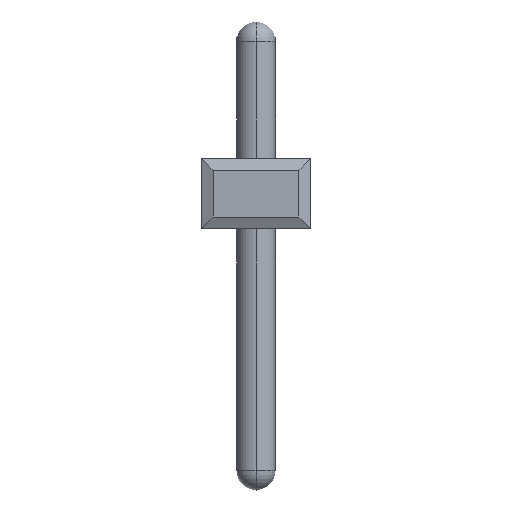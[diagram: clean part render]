
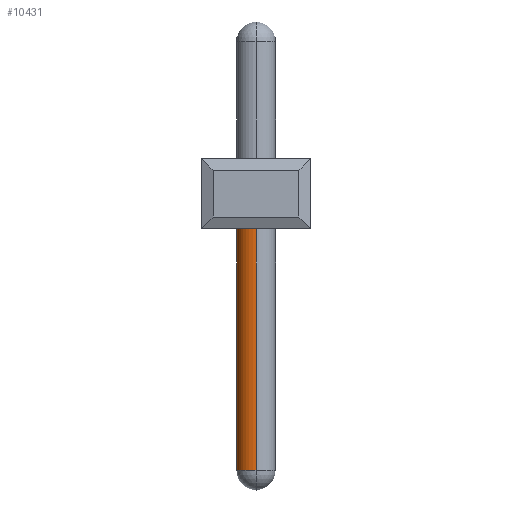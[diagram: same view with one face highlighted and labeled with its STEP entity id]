
A CAD part, front view. The second image highlights one B-rep face of the part: STEP entity #10431.
In plain terms, the highlighted cylindrical face has radius 0.5 mm (diameter 1 mm), a partial arc.
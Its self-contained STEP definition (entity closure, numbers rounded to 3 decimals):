
#3607=CARTESIAN_POINT('',(1.4,-40.25,0.2));
#3608=DIRECTION('',(0.,0.,1.));
#3609=DIRECTION('',(0.,1.,0.));
#3610=AXIS2_PLACEMENT_3D('',#3607,#3608,#3609);
#3621=CARTESIAN_POINT('',(1.4,-40.25,-6.2));
#3622=DIRECTION('',(0.,0.,1.));
#3623=DIRECTION('',(0.,1.,0.));
#3624=AXIS2_PLACEMENT_3D('',#3621,#3622,#3623);
#3626=DIRECTION('',(0.,0.,1.));
#3627=VECTOR('',#3626,6.4);
#3628=CARTESIAN_POINT('',(1.4,-39.75,-6.2));
#3629=LINE('',#3628,#3627);
#3635=DIRECTION('',(0.,0.,1.));
#3636=VECTOR('',#3635,6.4);
#3637=CARTESIAN_POINT('',(1.4,-40.75,-6.2));
#3638=LINE('',#3637,#3636);
#4622=CARTESIAN_POINT('',(1.4,-39.75,-6.2));
#4624=VERTEX_POINT('',#4622);
#4629=CARTESIAN_POINT('',(1.4,-40.75,-6.2));
#4630=VERTEX_POINT('',#4629);
#4633=CARTESIAN_POINT('',(1.4,-39.75,0.2));
#4634=CARTESIAN_POINT('',(1.4,-40.75,0.2));
#4635=VERTEX_POINT('',#4633);
#4636=VERTEX_POINT('',#4634);
#10417=CARTESIAN_POINT('',(1.4,-40.25,-7.3));
#10418=DIRECTION('',(0.,0.,1.));
#10419=DIRECTION('',(0.,1.,0.));
#10420=AXIS2_PLACEMENT_3D('',#10417,#10418,#10419);
#10421=CYLINDRICAL_SURFACE('',#10420,0.5);
#10422=ORIENTED_EDGE('',*,*,#10398,.T.);
#10424=ORIENTED_EDGE('',*,*,#10423,.F.);
#10426=ORIENTED_EDGE('',*,*,#10425,.F.);
#10428=ORIENTED_EDGE('',*,*,#10427,.T.);
#10429=EDGE_LOOP('',(#10422,#10424,#10426,#10428));
#10430=FACE_OUTER_BOUND('',#10429,.F.);
#10431=ADVANCED_FACE('',(#10430),#10421,.T.);
#3611=CIRCLE('',#3610,0.5);
#3625=CIRCLE('',#3624,0.5);
#10398=EDGE_CURVE('',#4635,#4636,#3611,.T.);
#10423=EDGE_CURVE('',#4630,#4636,#3638,.T.);
#10425=EDGE_CURVE('',#4624,#4630,#3625,.T.);
#10427=EDGE_CURVE('',#4624,#4635,#3629,.T.);
